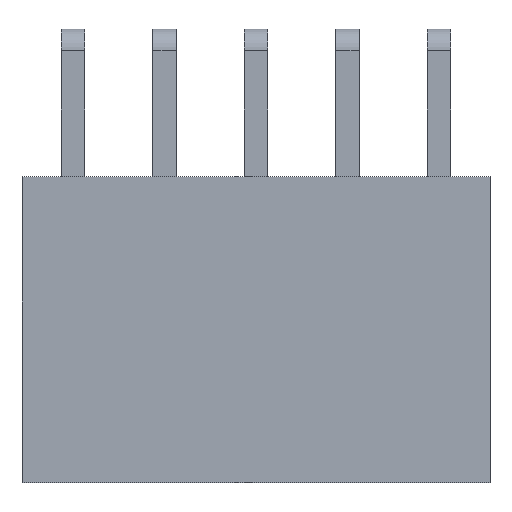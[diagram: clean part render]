
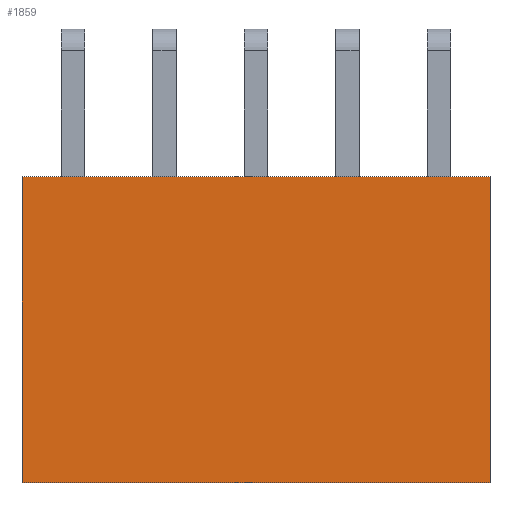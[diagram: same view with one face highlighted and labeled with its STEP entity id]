
A CAD part, top view. The second image highlights one B-rep face of the part: STEP entity #1859.
In plain terms, the highlighted planar face has unit normal (0, 0, 1).
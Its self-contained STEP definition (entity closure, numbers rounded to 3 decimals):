
#1859=ADVANCED_FACE('',(#6181),#6183,.T.);
#6181=FACE_BOUND('',#6182,.T.);
#6182=EDGE_LOOP('',(#9622,#9623,#9624,#9625));
#6183=PLANE('',#6184);
#6184=AXIS2_PLACEMENT_3D('',#6185,#6186,#6187);
#6185=CARTESIAN_POINT('',(11.58,-9.86,5.));
#6186=DIRECTION('',(0.,-0.,1.));
#6187=DIRECTION('',(0.,1.,0.));
#9622=ORIENTED_EDGE('',*,*,#11978,.T.);
#9623=ORIENTED_EDGE('',*,*,#12007,.T.);
#9624=ORIENTED_EDGE('',*,*,#11986,.F.);
#9625=ORIENTED_EDGE('',*,*,#12037,.F.);
#11978=EDGE_CURVE('',#13809,#13807,#13810,.T.);
#11986=EDGE_CURVE('',#13821,#13823,#13824,.T.);
#12007=EDGE_CURVE('',#13807,#13823,#13859,.T.);
#12037=EDGE_CURVE('',#13809,#13821,#13893,.T.);
#13807=VERTEX_POINT('',#17289);
#13809=VERTEX_POINT('',#17293);
#13810=LINE('',#17294,#17295);
#13821=VERTEX_POINT('',#17319);
#13823=VERTEX_POINT('',#17323);
#13824=LINE('',#17324,#17325);
#13859=LINE('',#17401,#17402);
#13893=LINE('',#17495,#17496);
#17289=CARTESIAN_POINT('',(11.58,-1.36,5.));
#17293=CARTESIAN_POINT('',(11.58,-9.86,5.));
#17294=CARTESIAN_POINT('',(11.58,-9.86,5.));
#17295=VECTOR('',#17296,1.);
#17296=DIRECTION('',(0.,1.,0.));
#17319=CARTESIAN_POINT('',(-1.42,-9.86,5.));
#17323=CARTESIAN_POINT('',(-1.42,-1.36,5.));
#17324=CARTESIAN_POINT('',(-1.42,-9.86,5.));
#17325=VECTOR('',#17326,1.);
#17326=DIRECTION('',(0.,1.,0.));
#17401=CARTESIAN_POINT('',(11.58,-1.36,5.));
#17402=VECTOR('',#17403,1.);
#17403=DIRECTION('',(-1.,0.,0.));
#17495=CARTESIAN_POINT('',(11.58,-9.86,5.));
#17496=VECTOR('',#17497,1.);
#17497=DIRECTION('',(-1.,0.,0.));
